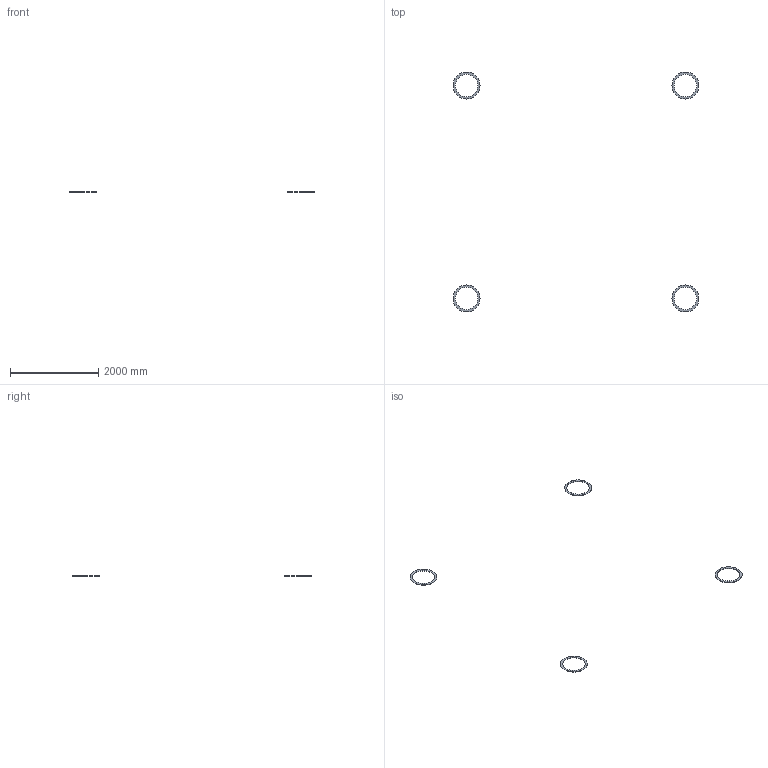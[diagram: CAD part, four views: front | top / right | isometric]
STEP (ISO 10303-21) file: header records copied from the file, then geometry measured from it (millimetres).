
FILE_DESCRIPTION( ( '' ), ' ' );
FILE_NAME( '5e0773e212697e14a169a92f.step', '2019-12-28T15:25:22', ( '' ), ( '' ), ' ', ' ', ' ' );
FILE_SCHEMA( ( 'AUTOMOTIVE_DESIGN { 1 0 10303 214 1 1 1 1 }' ) );
Length unit declared in the file: metre
Products named in the file (4): Part 151; Part 156; Part 146; Part 141
Bounding box: 5567.74 x 5432.09 x 12.7 mm (x, y, z)
Volume: 4530370.2 mm3; surface area: 891805.2 mm2
Topology: 4 solids, 4 shells, 16 faces, 24 edges, 16 vertices
Faces by surface type: cylinder 8, plane 8
Full cylindrical faces by diameter (mm): 508 x4, 609.6 x4
Entity records: 514 total; most frequent: DIRECTION 72, CARTESIAN_POINT 52, AXIS2_PLACEMENT_3D 36, EDGE_LOOP 32, ORIENTED_EDGE 32, FACE_OUTER_BOUND 24, STYLED_ITEM 16, PRESENTATION_STYLE_ASSIGNMENT 16
